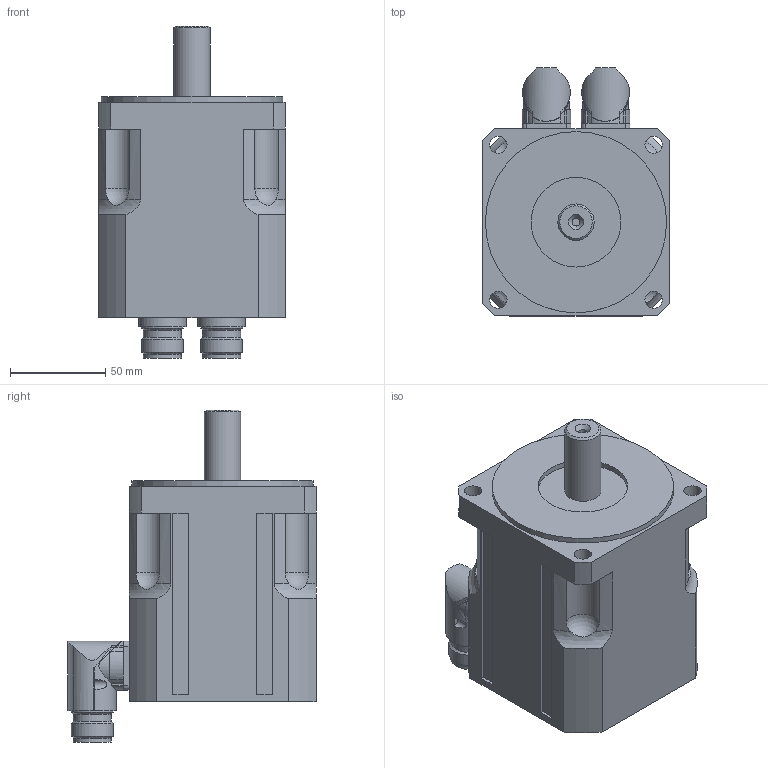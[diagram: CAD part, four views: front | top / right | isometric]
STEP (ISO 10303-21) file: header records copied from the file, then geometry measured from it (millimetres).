
FILE_DESCRIPTION((''),'2;1');
FILE_NAME('N4083 00 Z_0510_S2.stp','2010-02-01T13:18:00',('oslejsek'),(''),'Autodesk Inventor 10','Autodesk Inventor 10','');
FILE_SCHEMA(('AUTOMOTIVE_DESIGN { 1 0 10303 214 1 1 1 1 }'));
Length unit declared in the file: millimetre
Products named in the file (3): N4083 00 Z_0510_S2; N4083 00_0510; Konektor zahnuty neotocny
Assembly tree (3 placements, depth 2):
  N4083 00 Z_0510_S2
    N4083 00_0510
    Konektor zahnuty neotocny  x2
Bounding box: 98 x 130 x 174 mm (x, y, z)
Volume: 1082310.4 mm3; surface area: 85065.1 mm2
Topology: 3 solids, 3 shells, 212 faces, 570 edges, 378 vertices
Faces by surface type: cylinder 108, plane 66, bspline 23, cone 7, sphere 4, torus 4
Full cylindrical faces by diameter (mm): 2.7 x8, 19 x1, 20 x6, 22 x4, 95 x1
Entity records: 5465 total; most frequent: CARTESIAN_POINT 1887, DIRECTION 727, ORIENTED_EDGE 708, EDGE_CURVE 354, AXIS2_PLACEMENT_3D 284, VERTEX_POINT 250, EDGE_LOOP 196, VECTOR 159
